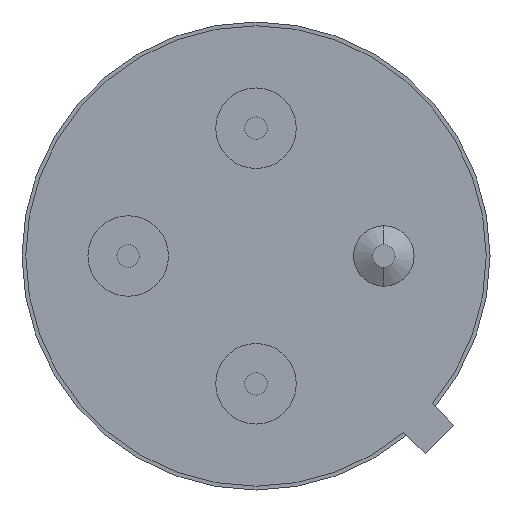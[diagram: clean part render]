
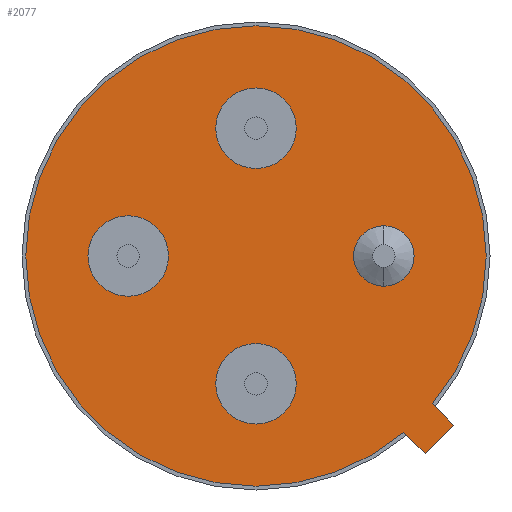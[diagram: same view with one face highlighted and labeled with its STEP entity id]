
A CAD part, front view. The second image highlights one B-rep face of the part: STEP entity #2077.
In plain terms, the highlighted planar face has unit normal (0, -1, 0).
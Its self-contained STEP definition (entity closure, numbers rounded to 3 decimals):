
#7 = LINE ( 'NONE', #47, #1155 ) ;
#17 = ORIENTED_EDGE ( 'NONE', *, *, #2040, .F. ) ;
#20 = EDGE_CURVE ( 'NONE', #221, #509, #7, .T. ) ;
#23 = EDGE_CURVE ( 'NONE', #1000, #1153, #1286, .T. ) ;
#26 = VECTOR ( 'NONE', #459, 1000. ) ;
#27 = DIRECTION ( 'NONE',  ( 0., 0., -1. ) ) ;
#33 = ORIENTED_EDGE ( 'NONE', *, *, #23, .F. ) ;
#47 = CARTESIAN_POINT ( 'NONE',  ( 3.359, -0.8, -3.924 ) ) ;
#61 = ORIENTED_EDGE ( 'NONE', *, *, #1660, .T. ) ;
#95 = DIRECTION ( 'NONE',  ( 0.707, 0., 0.707 ) ) ;
#140 = CIRCLE ( 'NONE', #394, 0.8 ) ;
#150 = PLANE ( 'NONE',  #2039 ) ;
#186 = DIRECTION ( 'NONE',  ( 0., -1., 0. ) ) ;
#221 = VERTEX_POINT ( 'NONE', #956 ) ;
#269 = FACE_OUTER_BOUND ( 'NONE', #642, .T. ) ;
#300 = EDGE_CURVE ( 'NONE', #2029, #1777, #998, .T. ) ;
#372 = CIRCLE ( 'NONE', #651, 0.8 ) ;
#389 = CARTESIAN_POINT ( 'NONE',  ( 3.924, -0.8, -3.359 ) ) ;
#394 = AXIS2_PLACEMENT_3D ( 'NONE', #959, #1495, #27 ) ;
#395 = ORIENTED_EDGE ( 'NONE', *, *, #1611, .F. ) ;
#409 = ORIENTED_EDGE ( 'NONE', *, *, #1799, .F. ) ;
#410 = CARTESIAN_POINT ( 'NONE',  ( 0., -0.8, 1.74 ) ) ;
#424 = AXIS2_PLACEMENT_3D ( 'NONE', #1818, #1979, #1151 ) ;
#427 = DIRECTION ( 'NONE',  ( 0., 0., -1. ) ) ;
#434 = CARTESIAN_POINT ( 'NONE',  ( -2.54, -0.8, -0.8 ) ) ;
#436 = DIRECTION ( 'NONE',  ( 0., 0., -1. ) ) ;
#437 = ORIENTED_EDGE ( 'NONE', *, *, #300, .T. ) ;
#459 = DIRECTION ( 'NONE',  ( -0.707, 0., 0.707 ) ) ;
#508 = ORIENTED_EDGE ( 'NONE', *, *, #1168, .F. ) ;
#509 = VERTEX_POINT ( 'NONE', #622 ) ;
#512 = AXIS2_PLACEMENT_3D ( 'NONE', #1331, #1826, #1003 ) ;
#536 = CARTESIAN_POINT ( 'NONE',  ( 3.505, -0.8, -2.94 ) ) ;
#565 = CARTESIAN_POINT ( 'NONE',  ( 0., -0.8, 3.34 ) ) ;
#580 = CIRCLE ( 'NONE', #1060, 0.8 ) ;
#614 = ORIENTED_EDGE ( 'NONE', *, *, #1879, .F. ) ;
#622 = CARTESIAN_POINT ( 'NONE',  ( 3.359, -0.8, -3.924 ) ) ;
#642 = EDGE_LOOP ( 'NONE', ( #1287, #61, #437, #1010, #1177, #1751 ) ) ;
#647 = CARTESIAN_POINT ( 'NONE',  ( 0., -0.8, 0. ) ) ;
#651 = AXIS2_PLACEMENT_3D ( 'NONE', #1923, #1788, #1061 ) ;
#694 = CARTESIAN_POINT ( 'NONE',  ( 0., -0.8, 0. ) ) ;
#777 = VERTEX_POINT ( 'NONE', #1686 ) ;
#781 = VERTEX_POINT ( 'NONE', #536 ) ;
#793 = CARTESIAN_POINT ( 'NONE',  ( 0., -0.8, -2.54 ) ) ;
#823 = VERTEX_POINT ( 'NONE', #389 ) ;
#843 = EDGE_CURVE ( 'NONE', #1777, #221, #924, .T. ) ;
#878 = DIRECTION ( 'NONE',  ( 0., 0., -1. ) ) ;
#924 = CIRCLE ( 'NONE', #1893, 4.575 ) ;
#945 = DIRECTION ( 'NONE',  ( 0., -1., 0. ) ) ;
#956 = CARTESIAN_POINT ( 'NONE',  ( 2.94, -0.8, -3.505 ) ) ;
#959 = CARTESIAN_POINT ( 'NONE',  ( -2.54, -0.8, 0. ) ) ;
#998 = CIRCLE ( 'NONE', #1786, 4.575 ) ;
#1000 = VERTEX_POINT ( 'NONE', #434 ) ;
#1003 = DIRECTION ( 'NONE',  ( 0., 0., -1. ) ) ;
#1009 = VERTEX_POINT ( 'NONE', #1894 ) ;
#1010 = ORIENTED_EDGE ( 'NONE', *, *, #843, .T. ) ;
#1038 = CARTESIAN_POINT ( 'NONE',  ( 0., -0.8, -4.575 ) ) ;
#1060 = AXIS2_PLACEMENT_3D ( 'NONE', #2041, #1372, #427 ) ;
#1061 = DIRECTION ( 'NONE',  ( 0., 0., -1. ) ) ;
#1115 = CARTESIAN_POINT ( 'NONE',  ( 0., -0.8, 0. ) ) ;
#1150 = FACE_BOUND ( 'NONE', #1366, .T. ) ;
#1151 = DIRECTION ( 'NONE',  ( 0., 0., -1. ) ) ;
#1153 = VERTEX_POINT ( 'NONE', #1261 ) ;
#1155 = VECTOR ( 'NONE', #1336, 1000. ) ;
#1168 = EDGE_CURVE ( 'NONE', #1837, #1780, #372, .T. ) ;
#1175 = FACE_BOUND ( 'NONE', #1989, .T. ) ;
#1177 = ORIENTED_EDGE ( 'NONE', *, *, #20, .T. ) ;
#1198 = LINE ( 'NONE', #1410, #26 ) ;
#1215 = CARTESIAN_POINT ( 'NONE',  ( 3.359, -0.8, -3.924 ) ) ;
#1225 = CIRCLE ( 'NONE', #1268, 0.8 ) ;
#1261 = CARTESIAN_POINT ( 'NONE',  ( -2.54, -0.8, 0.8 ) ) ;
#1268 = AXIS2_PLACEMENT_3D ( 'NONE', #2044, #1711, #436 ) ;
#1286 = CIRCLE ( 'NONE', #512, 0.8 ) ;
#1287 = ORIENTED_EDGE ( 'NONE', *, *, #2002, .T. ) ;
#1331 = CARTESIAN_POINT ( 'NONE',  ( -2.54, -0.8, 0. ) ) ;
#1336 = DIRECTION ( 'NONE',  ( 0.707, 0., -0.707 ) ) ;
#1366 = EDGE_LOOP ( 'NONE', ( #17, #614 ) ) ;
#1372 = DIRECTION ( 'NONE',  ( 0., -1., 0. ) ) ;
#1386 = CARTESIAN_POINT ( 'NONE',  ( 0., -0.8, 4.575 ) ) ;
#1410 = CARTESIAN_POINT ( 'NONE',  ( 3.315, -0.8, -2.749 ) ) ;
#1417 = CIRCLE ( 'NONE', #424, 4.575 ) ;
#1432 = DIRECTION ( 'NONE',  ( 0., 0., -1. ) ) ;
#1488 = EDGE_LOOP ( 'NONE', ( #508, #409 ) ) ;
#1495 = DIRECTION ( 'NONE',  ( 0., -1., 0. ) ) ;
#1509 = EDGE_CURVE ( 'NONE', #509, #823, #1936, .T. ) ;
#1611 = EDGE_CURVE ( 'NONE', #1153, #1000, #140, .T. ) ;
#1650 = CIRCLE ( 'NONE', #1712, 0.8 ) ;
#1660 = EDGE_CURVE ( 'NONE', #781, #2029, #1417, .T. ) ;
#1686 = CARTESIAN_POINT ( 'NONE',  ( 0., -0.8, -1.74 ) ) ;
#1711 = DIRECTION ( 'NONE',  ( 0., -1., 0. ) ) ;
#1712 = AXIS2_PLACEMENT_3D ( 'NONE', #793, #945, #2106 ) ;
#1751 = ORIENTED_EDGE ( 'NONE', *, *, #1509, .T. ) ;
#1777 = VERTEX_POINT ( 'NONE', #1038 ) ;
#1780 = VERTEX_POINT ( 'NONE', #565 ) ;
#1786 = AXIS2_PLACEMENT_3D ( 'NONE', #647, #186, #1794 ) ;
#1788 = DIRECTION ( 'NONE',  ( 0., -1., 0. ) ) ;
#1794 = DIRECTION ( 'NONE',  ( 0., 0., -1. ) ) ;
#1799 = EDGE_CURVE ( 'NONE', #1780, #1837, #580, .T. ) ;
#1818 = CARTESIAN_POINT ( 'NONE',  ( 0., -0.8, 0. ) ) ;
#1826 = DIRECTION ( 'NONE',  ( 0., -1., 0. ) ) ;
#1837 = VERTEX_POINT ( 'NONE', #410 ) ;
#1879 = EDGE_CURVE ( 'NONE', #777, #1009, #1650, .T. ) ;
#1893 = AXIS2_PLACEMENT_3D ( 'NONE', #694, #2004, #878 ) ;
#1894 = CARTESIAN_POINT ( 'NONE',  ( 0., -0.8, -3.34 ) ) ;
#1923 = CARTESIAN_POINT ( 'NONE',  ( 0., -0.8, 2.54 ) ) ;
#1936 = LINE ( 'NONE', #1215, #2055 ) ;
#1979 = DIRECTION ( 'NONE',  ( 0., -1., 0. ) ) ;
#1989 = EDGE_LOOP ( 'NONE', ( #33, #395 ) ) ;
#2002 = EDGE_CURVE ( 'NONE', #823, #781, #1198, .T. ) ;
#2004 = DIRECTION ( 'NONE',  ( 0., -1., 0. ) ) ;
#2029 = VERTEX_POINT ( 'NONE', #1386 ) ;
#2039 = AXIS2_PLACEMENT_3D ( 'NONE', #1115, #2087, #1432 ) ;
#2040 = EDGE_CURVE ( 'NONE', #1009, #777, #1225, .T. ) ;
#2041 = CARTESIAN_POINT ( 'NONE',  ( 0., -0.8, 2.54 ) ) ;
#2044 = CARTESIAN_POINT ( 'NONE',  ( 0., -0.8, -2.54 ) ) ;
#2051 = FACE_BOUND ( 'NONE', #1488, .T. ) ;
#2055 = VECTOR ( 'NONE', #95, 1000. ) ;
#2077 = ADVANCED_FACE ( 'NONE', ( #269, #2051, #1175, #1150 ), #150, .T. ) ;
#2087 = DIRECTION ( 'NONE',  ( 0., -1., 0. ) ) ;
#2106 = DIRECTION ( 'NONE',  ( 0., 0., -1. ) ) ;
